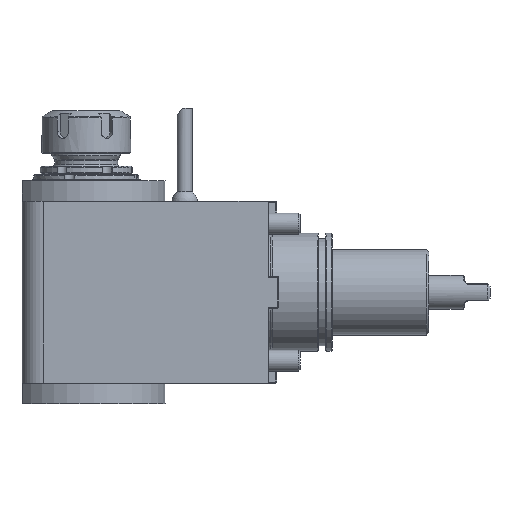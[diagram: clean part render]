
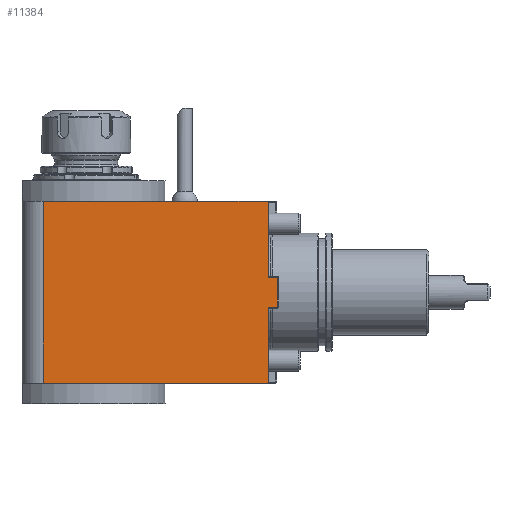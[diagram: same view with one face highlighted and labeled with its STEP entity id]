
A CAD part, left-side view. The second image highlights one B-rep face of the part: STEP entity #11384.
In plain terms, the highlighted planar face has unit normal (-1, 0, 0).
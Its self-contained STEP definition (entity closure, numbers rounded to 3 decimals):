
#55 = DIRECTION ( 'NONE',  ( 0., 0., 1. ) ) ;
#148 = LINE ( 'NONE', #6617, #1423 ) ;
#610 = VERTEX_POINT ( 'NONE', #19317 ) ;
#1030 = EDGE_CURVE ( 'NONE', #23723, #9322, #148, .T. ) ;
#1085 = ORIENTED_EDGE ( 'NONE', *, *, #1030, .T. ) ;
#1349 = DIRECTION ( 'NONE',  ( 0., 0., 1. ) ) ;
#1423 = VECTOR ( 'NONE', #22720, 1000. ) ;
#1532 = CARTESIAN_POINT ( 'NONE',  ( -42.5, -83., -7. ) ) ;
#2000 = VECTOR ( 'NONE', #23246, 1000. ) ;
#2010 = CARTESIAN_POINT ( 'NONE',  ( -42.5, -89.5, 0. ) ) ;
#2344 = VECTOR ( 'NONE', #55, 1000. ) ;
#2718 = CARTESIAN_POINT ( 'NONE',  ( -42.5, -83., 7. ) ) ;
#2785 = LINE ( 'NONE', #2718, #6853 ) ;
#3347 = VECTOR ( 'NONE', #21442, 1000. ) ;
#3499 = CARTESIAN_POINT ( 'NONE',  ( -42.5, -85., 7. ) ) ;
#4388 = CARTESIAN_POINT ( 'NONE',  ( -42.5, 20., -42.5 ) ) ;
#4402 = ORIENTED_EDGE ( 'NONE', *, *, #17431, .T. ) ;
#4771 = CARTESIAN_POINT ( 'NONE',  ( -42.5, -85., -52.2 ) ) ;
#4946 = CARTESIAN_POINT ( 'NONE',  ( -42.5, -89.5, -7. ) ) ;
#5841 = CARTESIAN_POINT ( 'NONE',  ( -42.5, -85., -42.5 ) ) ;
#6006 = CARTESIAN_POINT ( 'NONE',  ( -42.5, -85., -52.2 ) ) ;
#6077 = CARTESIAN_POINT ( 'NONE',  ( -42.5, -89.5, 7. ) ) ;
#6157 = VECTOR ( 'NONE', #10749, 1000. ) ;
#6280 = CARTESIAN_POINT ( 'NONE',  ( -42.5, -85., 42.5 ) ) ;
#6514 = LINE ( 'NONE', #8878, #18435 ) ;
#6617 = CARTESIAN_POINT ( 'NONE',  ( -42.5, -85., 42.5 ) ) ;
#6853 = VECTOR ( 'NONE', #16472, 1000. ) ;
#8665 = LINE ( 'NONE', #1532, #3347 ) ;
#8878 = CARTESIAN_POINT ( 'NONE',  ( -42.5, -85., -42.5 ) ) ;
#8915 = ORIENTED_EDGE ( 'NONE', *, *, #25702, .T. ) ;
#9322 = VERTEX_POINT ( 'NONE', #18140 ) ;
#9574 = EDGE_LOOP ( 'NONE', ( #4402, #12860, #15512, #8915, #23808, #1085, #14756, #12606 ) ) ;
#9611 = LINE ( 'NONE', #4771, #6157 ) ;
#9741 = EDGE_CURVE ( 'NONE', #610, #12218, #8665, .T. ) ;
#10749 = DIRECTION ( 'NONE',  ( 0., 0., 1. ) ) ;
#11384 = ADVANCED_FACE ( 'NONE', ( #25866 ), #21788, .T. ) ;
#11471 = LINE ( 'NONE', #2010, #2344 ) ;
#12090 = EDGE_CURVE ( 'NONE', #9322, #19565, #18288, .T. ) ;
#12218 = VERTEX_POINT ( 'NONE', #4946 ) ;
#12291 = VECTOR ( 'NONE', #1349, 1000. ) ;
#12606 = ORIENTED_EDGE ( 'NONE', *, *, #14207, .T. ) ;
#12711 = VERTEX_POINT ( 'NONE', #5841 ) ;
#12860 = ORIENTED_EDGE ( 'NONE', *, *, #9741, .T. ) ;
#12871 = LINE ( 'NONE', #21172, #12291 ) ;
#13079 = DIRECTION ( 'NONE',  ( 0., -1., 0. ) ) ;
#13619 = DIRECTION ( 'NONE',  ( 0., 0., 1. ) ) ;
#14076 = AXIS2_PLACEMENT_3D ( 'NONE', #6006, #19707, #13619 ) ;
#14207 = EDGE_CURVE ( 'NONE', #19565, #12711, #6514, .T. ) ;
#14756 = ORIENTED_EDGE ( 'NONE', *, *, #12090, .T. ) ;
#15512 = ORIENTED_EDGE ( 'NONE', *, *, #19446, .T. ) ;
#16472 = DIRECTION ( 'NONE',  ( 0., 1., 0. ) ) ;
#17431 = EDGE_CURVE ( 'NONE', #12711, #610, #9611, .T. ) ;
#18140 = CARTESIAN_POINT ( 'NONE',  ( -42.5, 20., 42.5 ) ) ;
#18288 = LINE ( 'NONE', #24875, #2000 ) ;
#18435 = VECTOR ( 'NONE', #13079, 1000. ) ;
#18775 = VERTEX_POINT ( 'NONE', #3499 ) ;
#19317 = CARTESIAN_POINT ( 'NONE',  ( -42.5, -85., -7. ) ) ;
#19446 = EDGE_CURVE ( 'NONE', #12218, #24027, #11471, .T. ) ;
#19565 = VERTEX_POINT ( 'NONE', #4388 ) ;
#19707 = DIRECTION ( 'NONE',  ( -1., 0., 0. ) ) ;
#21172 = CARTESIAN_POINT ( 'NONE',  ( -42.5, -85., -52.2 ) ) ;
#21442 = DIRECTION ( 'NONE',  ( 0., -1., 0. ) ) ;
#21788 = PLANE ( 'NONE',  #14076 ) ;
#22720 = DIRECTION ( 'NONE',  ( 0., 1., 0. ) ) ;
#23246 = DIRECTION ( 'NONE',  ( 0., 0., -1. ) ) ;
#23723 = VERTEX_POINT ( 'NONE', #6280 ) ;
#23808 = ORIENTED_EDGE ( 'NONE', *, *, #24978, .T. ) ;
#24027 = VERTEX_POINT ( 'NONE', #6077 ) ;
#24875 = CARTESIAN_POINT ( 'NONE',  ( -42.5, 20., -52.2 ) ) ;
#24978 = EDGE_CURVE ( 'NONE', #18775, #23723, #12871, .T. ) ;
#25702 = EDGE_CURVE ( 'NONE', #24027, #18775, #2785, .T. ) ;
#25866 = FACE_OUTER_BOUND ( 'NONE', #9574, .T. ) ;
